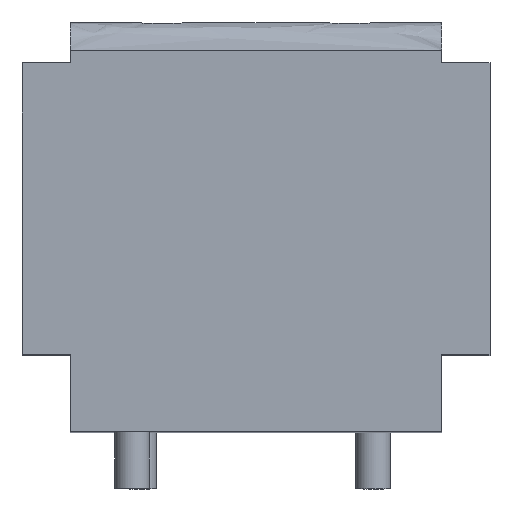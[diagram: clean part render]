
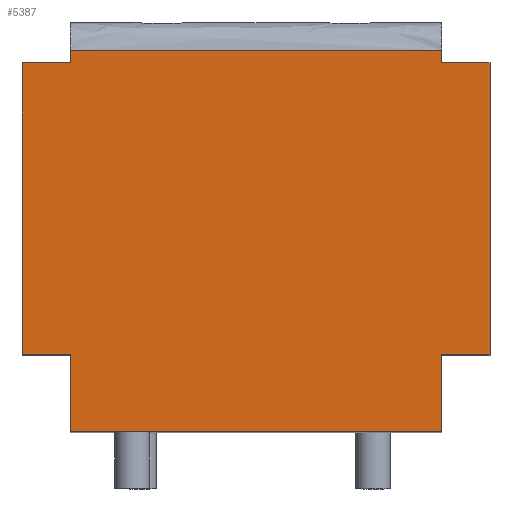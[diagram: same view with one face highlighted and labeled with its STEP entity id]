
A CAD part, top view. The second image highlights one B-rep face of the part: STEP entity #5387.
In plain terms, the highlighted free-form (B-spline) face has degree [1, 1] with [2, 2] control points.
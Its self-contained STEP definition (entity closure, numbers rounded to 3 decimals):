
#3456=CARTESIAN_POINT('V147',(34.0,26.8,
   36.1));
#3457=VERTEX_POINT('V147',#3456);
#3463=CARTESIAN_POINT('V146',(34.0,5.6,
   36.1));
#3464=VERTEX_POINT('V146',#3463);
#3465=CARTESIAN_POINT('E210',(34.0,26.8,
   36.1));
#3466=CARTESIAN_POINT('E210',(34.0,5.6,
   36.1));
#3467=QUASI_UNIFORM_CURVE('E210',1,(#3465,#3466),.POLYLINE_FORM.,.F.,
   .U.);
#3468=EDGE_CURVE('E210',#3457,#3464,#3467,.T.);
#3490=CARTESIAN_POINT('V148',(30.5,26.8,
   36.1));
#3491=VERTEX_POINT('V148',#3490);
#3497=CARTESIAN_POINT('E211',(30.5,26.8,
   36.1));
#3498=CARTESIAN_POINT('E211',(34.0,26.8,
   36.1));
#3499=QUASI_UNIFORM_CURVE('E211',1,(#3497,#3498),.POLYLINE_FORM.,.F.,
   .U.);
#3500=EDGE_CURVE('E211',#3491,#3457,#3499,.T.);
#3819=CARTESIAN_POINT('V145',(30.5,5.6,
   36.1));
#3820=VERTEX_POINT('V145',#3819);
#3821=CARTESIAN_POINT('E209',(34.0,5.6,
   36.1));
#3822=CARTESIAN_POINT('E209',(30.5,5.6,
   36.1));
#3823=QUASI_UNIFORM_CURVE('E209',1,(#3821,#3822),.POLYLINE_FORM.,.F.,
   .U.);
#3824=EDGE_CURVE('E209',#3464,#3820,#3823,.T.);
#4906=CARTESIAN_POINT('V144',(30.5,0.0,
   36.1));
#4907=VERTEX_POINT('V144',#4906);
#4913=CARTESIAN_POINT('V143',(3.5,0.0,
   36.1));
#4914=VERTEX_POINT('V143',#4913);
#4915=CARTESIAN_POINT('E207',(30.5,0.0,
   36.1));
#4916=CARTESIAN_POINT('E207',(3.5,0.0,
   36.1));
#4917=QUASI_UNIFORM_CURVE('E207',1,(#4915,#4916),.POLYLINE_FORM.,.F.,
   .U.);
#4918=EDGE_CURVE('E207',#4907,#4914,#4917,.T.);
#4951=CARTESIAN_POINT('V141',(0.,5.6,
   36.1));
#4952=VERTEX_POINT('V141',#4951);
#4958=CARTESIAN_POINT('V140',(0.,26.8,
   36.1));
#4959=VERTEX_POINT('V140',#4958);
#4960=CARTESIAN_POINT('E204',(0.,5.6,
   36.1));
#4961=CARTESIAN_POINT('E204',(0.,26.8,
   36.1));
#4962=QUASI_UNIFORM_CURVE('E204',1,(#4960,#4961),.POLYLINE_FORM.,.F.,
   .U.);
#4963=EDGE_CURVE('E204',#4952,#4959,#4962,.T.);
#4985=CARTESIAN_POINT('V142',(3.5,5.6,
   36.1));
#4986=VERTEX_POINT('V142',#4985);
#4992=CARTESIAN_POINT('E205',(3.5,5.6,
   36.1));
#4993=CARTESIAN_POINT('E205',(0.,5.6,
   36.1));
#4994=QUASI_UNIFORM_CURVE('E205',1,(#4992,#4993),.POLYLINE_FORM.,.F.,
   .U.);
#4995=EDGE_CURVE('E205',#4986,#4952,#4994,.T.);
#5329=CARTESIAN_POINT('V139',(3.5,26.8,
   36.1));
#5330=VERTEX_POINT('V139',#5329);
#5331=CARTESIAN_POINT('E203',(0.,26.8,
   36.1));
#5332=CARTESIAN_POINT('E203',(3.5,26.8,
   36.1));
#5333=QUASI_UNIFORM_CURVE('E203',1,(#5331,#5332),.POLYLINE_FORM.,.F.,
   .U.);
#5334=EDGE_CURVE('E203',#4959,#5330,#5333,.T.);
#5344=CARTESIAN_POINT('F69',(-1.7,-1.485,
   36.1));
#5345=CARTESIAN_POINT('F69',(35.7,-1.485,
   36.1));
#5346=CARTESIAN_POINT('F69',(-1.7,31.185,
   36.1));
#5347=CARTESIAN_POINT('F69',(35.7,31.185,
   36.1));
#5348=QUASI_UNIFORM_SURFACE('F69',1,1,((#5344,#5346),(#5345,#5347))
,.PLANE_SURF.,.F.,.F.,.U.);
#5349=CARTESIAN_POINT('V115',(30.5,27.7,
   36.1));
#5350=VERTEX_POINT('V115',#5349);
#5351=CARTESIAN_POINT('V113',(3.5,27.7,
   36.1));
#5352=VERTEX_POINT('V113',#5351);
#5353=CARTESIAN_POINT('E166',(30.5,27.7,
   36.1));
#5354=CARTESIAN_POINT('E166',(3.5,27.7,
   36.1));
#5355=B_SPLINE_CURVE_WITH_KNOTS('E166',1,(#5353,#5354),
   .POLYLINE_FORM.,.F.,.U.,(2,2),(2.0,10.594),
   .UNSPECIFIED.);
#5356=EDGE_CURVE('E166',#5350,#5352,#5355,.T.);
#5357=ORIENTED_EDGE('E166',*,*,#5356,.T.);
#5358=CARTESIAN_POINT('E202',(3.5,26.8,
   36.1));
#5359=CARTESIAN_POINT('E202',(3.5,27.7,
   36.1));
#5360=B_SPLINE_CURVE_WITH_KNOTS('E202',1,(#5358,#5359),
   .POLYLINE_FORM.,.F.,.U.,(2,2),(0.0,0.31),
   .UNSPECIFIED.);
#5361=EDGE_CURVE('E202',#5330,#5352,#5360,.T.);
#5362=ORIENTED_EDGE('E202',*,*,#5361,.F.);
#5363=ORIENTED_EDGE('E203',*,*,#5334,.F.);
#5364=ORIENTED_EDGE('E204',*,*,#4963,.F.);
#5365=ORIENTED_EDGE('E205',*,*,#4995,.F.);
#5366=CARTESIAN_POINT('E206',(3.5,0.0,
   36.1));
#5367=CARTESIAN_POINT('E206',(3.5,5.6,
   36.1));
#5368=QUASI_UNIFORM_CURVE('E206',1,(#5366,#5367),.POLYLINE_FORM.,.F.,
   .U.);
#5369=EDGE_CURVE('E206',#4914,#4986,#5368,.T.);
#5370=ORIENTED_EDGE('E206',*,*,#5369,.F.);
#5371=ORIENTED_EDGE('E207',*,*,#4918,.F.);
#5372=CARTESIAN_POINT('E208',(30.5,5.6,
   36.1));
#5373=CARTESIAN_POINT('E208',(30.5,0.0,
   36.1));
#5374=QUASI_UNIFORM_CURVE('E208',1,(#5372,#5373),.POLYLINE_FORM.,.F.,
   .U.);
#5375=EDGE_CURVE('E208',#3820,#4907,#5374,.T.);
#5376=ORIENTED_EDGE('E208',*,*,#5375,.F.);
#5377=ORIENTED_EDGE('E209',*,*,#3824,.F.);
#5378=ORIENTED_EDGE('E210',*,*,#3468,.F.);
#5379=ORIENTED_EDGE('E211',*,*,#3500,.F.);
#5380=CARTESIAN_POINT('E212',(30.5,27.7,
   36.1));
#5381=CARTESIAN_POINT('E212',(30.5,26.8,
   36.1));
#5382=B_SPLINE_CURVE_WITH_KNOTS('E212',1,(#5380,#5381),
   .POLYLINE_FORM.,.F.,.U.,(2,2),(0.69,1.0),
   .UNSPECIFIED.);
#5383=EDGE_CURVE('E212',#5350,#3491,#5382,.T.);
#5384=ORIENTED_EDGE('E212',*,*,#5383,.F.);
#5385=EDGE_LOOP('F69',(#5357,#5362,#5363,#5364,#5365,#5370,#5371,
   #5376,#5377,#5378,#5379,#5384));
#5386=FACE_OUTER_BOUND('F69',#5385,.T.);
#5387=ADVANCED_FACE('F69',(#5386),#5348,.T.);
